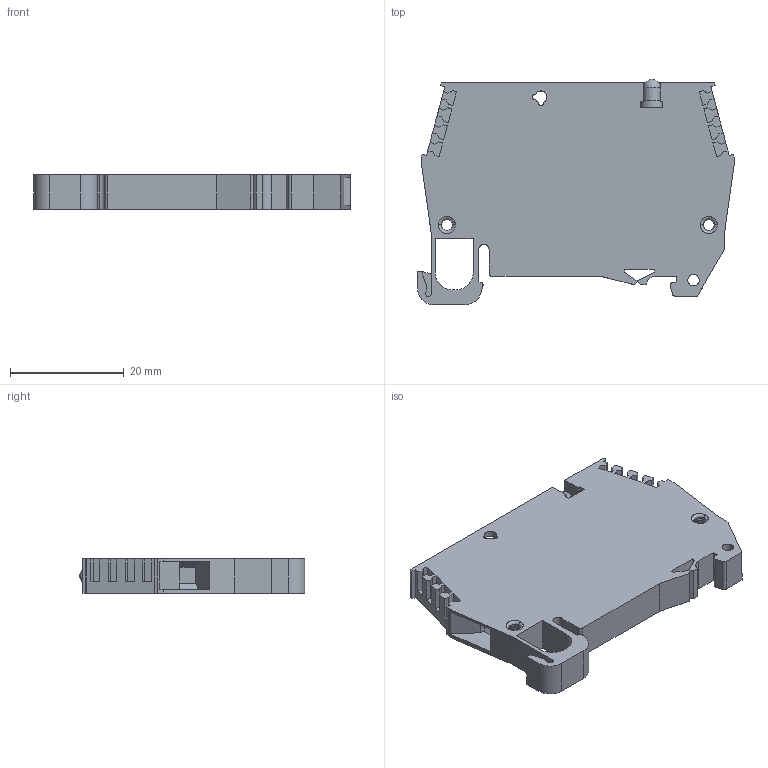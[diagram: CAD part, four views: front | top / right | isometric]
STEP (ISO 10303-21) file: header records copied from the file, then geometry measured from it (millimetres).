
FILE_DESCRIPTION (( 'STEP AP214' ), '1' );
FILE_NAME ('4358102-DN-FE4L24.STEP', '2014-05-26T14:44:17', ( '' ), ( '' ), 'SwSTEP 2.0', 'SolidWorks 2013', '' );
FILE_SCHEMA (( 'AUTOMOTIVE_DESIGN' ));
Length unit declared in the file: millimetre
Products named in the file (3): 4358102-DN-FE4L24; 20621_1; 4358100_DN-QFE4
Assembly tree (2 placements, depth 2):
  4358102-DN-FE4L24
    4358100_DN-QFE4
    20621_1
Bounding box: 55.65 x 39.6 x 6 mm (x, y, z)
Volume: 9020.3 mm3; surface area: 6675.7 mm2
Topology: 2 solids, 3 shells, 371 faces, 1008 edges, 646 vertices
Faces by surface type: plane 227, cylinder 91, torus 48, cone 4, sphere 1
Entity records: 16279 total; most frequent: CARTESIAN_POINT 2643, ORIENTED_EDGE 2012, DIRECTION 1944, EDGE_CURVE 1006, VECTOR 736, LINE 736, VERTEX_POINT 645, AXIS2_PLACEMENT_3D 604
